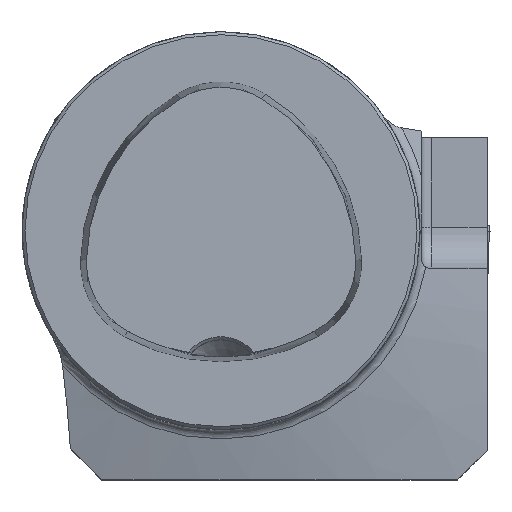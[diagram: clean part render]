
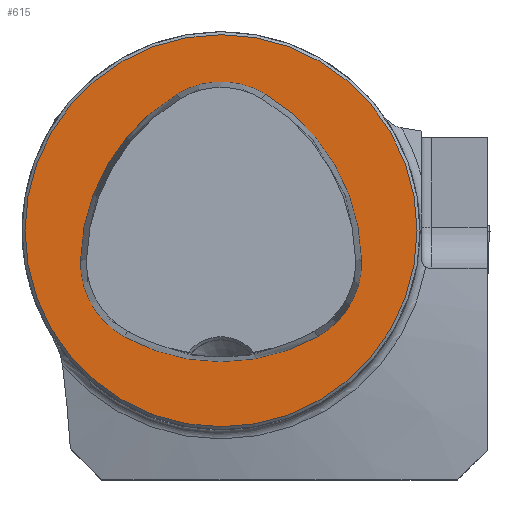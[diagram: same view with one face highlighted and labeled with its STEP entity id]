
A CAD part, top view. The second image highlights one B-rep face of the part: STEP entity #615.
In plain terms, the highlighted planar face has unit normal (0, 0, 1).
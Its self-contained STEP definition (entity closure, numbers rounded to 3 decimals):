
#118=FACE_BOUND('',#862,.T.);
#119=FACE_BOUND('',#863,.T.);
#173=PLANE('',#2346);
#615=ADVANCED_FACE('CU_FL_N1_SU_1',(#118,#119),#173,.T.);
#862=EDGE_LOOP('',(#1167,#1168,#1169,#1170,#1171,#1172));
#863=EDGE_LOOP('',(#1173));
#977=CIRCLE('',#2337,20.063);
#979=CIRCLE('',#2340,20.063);
#980=CIRCLE('',#2341,8.563);
#981=CIRCLE('',#2342,8.563);
#982=CIRCLE('',#2343,20.063);
#983=CIRCLE('',#2344,8.563);
#984=CIRCLE('',#2345,19.7);
#1167=ORIENTED_EDGE('',*,*,#1967,.F.);
#1168=ORIENTED_EDGE('',*,*,#1968,.F.);
#1169=ORIENTED_EDGE('',*,*,#1960,.F.);
#1170=ORIENTED_EDGE('',*,*,#1969,.F.);
#1171=ORIENTED_EDGE('',*,*,#1970,.F.);
#1172=ORIENTED_EDGE('',*,*,#1971,.F.);
#1173=ORIENTED_EDGE('',*,*,#1972,.T.);
#1734=VERTEX_POINT('',#3575);
#1735=VERTEX_POINT('',#3577);
#1741=VERTEX_POINT('',#3609);
#1742=VERTEX_POINT('',#3610);
#1743=VERTEX_POINT('',#3613);
#1744=VERTEX_POINT('',#3615);
#1745=VERTEX_POINT('',#3618);
#1960=EDGE_CURVE('',#1734,#1735,#977,.T.);
#1967=EDGE_CURVE('',#1741,#1742,#979,.T.);
#1968=EDGE_CURVE('',#1735,#1741,#980,.T.);
#1969=EDGE_CURVE('',#1743,#1734,#981,.T.);
#1970=EDGE_CURVE('',#1744,#1743,#982,.T.);
#1971=EDGE_CURVE('',#1742,#1744,#983,.T.);
#1972=EDGE_CURVE('',#1745,#1745,#984,.T.);
#2337=AXIS2_PLACEMENT_3D('',#3576,#2614,#2615);
#2340=AXIS2_PLACEMENT_3D('',#3608,#2621,#2622);
#2341=AXIS2_PLACEMENT_3D('',#3611,#2623,#2624);
#2342=AXIS2_PLACEMENT_3D('',#3612,#2625,#2626);
#2343=AXIS2_PLACEMENT_3D('',#3614,#2627,#2628);
#2344=AXIS2_PLACEMENT_3D('',#3616,#2629,#2630);
#2345=AXIS2_PLACEMENT_3D('',#3617,#2631,#2632);
#2346=AXIS2_PLACEMENT_3D('',#3619,#2633,#2634);
#2614=DIRECTION('',(0.,0.,1.));
#2615=DIRECTION('',(-1.,0.,0.));
#2621=DIRECTION('',(0.,0.,1.));
#2622=DIRECTION('',(-1.,0.,0.));
#2623=DIRECTION('',(0.,0.,1.));
#2624=DIRECTION('',(-1.,0.,0.));
#2625=DIRECTION('',(0.,0.,1.));
#2626=DIRECTION('',(-1.,0.,0.));
#2627=DIRECTION('',(0.,0.,1.));
#2628=DIRECTION('',(-1.,0.,0.));
#2629=DIRECTION('',(0.,0.,1.));
#2630=DIRECTION('',(-1.,0.,0.));
#2631=DIRECTION('',(0.,0.,1.));
#2632=DIRECTION('',(-1.,0.,0.));
#2633=DIRECTION('',(0.,0.,1.));
#2634=DIRECTION('',(-1.,0.,0.));
#3575=CARTESIAN_POINT('',(-9.704,-10.66,0.));
#3576=CARTESIAN_POINT('',(0.,6.9,0.));
#3577=CARTESIAN_POINT('',(9.704,-10.66,0.));
#3608=CARTESIAN_POINT('',(-5.934,-3.451,0.));
#3609=CARTESIAN_POINT('',(14.123,-2.953,0.));
#3610=CARTESIAN_POINT('',(4.418,13.735,0.));
#3611=CARTESIAN_POINT('',(5.562,-3.165,0.));
#3612=CARTESIAN_POINT('',(-5.562,-3.165,0.));
#3613=CARTESIAN_POINT('',(-14.123,-2.953,0.));
#3614=CARTESIAN_POINT('',(5.934,-3.451,0.));
#3615=CARTESIAN_POINT('',(-4.418,13.735,0.));
#3616=CARTESIAN_POINT('',(0.,6.4,0.));
#3617=CARTESIAN_POINT('',(0.,0.,0.));
#3618=CARTESIAN_POINT('',(-19.7,0.,0.));
#3619=CARTESIAN_POINT('',(0.,0.,0.));
